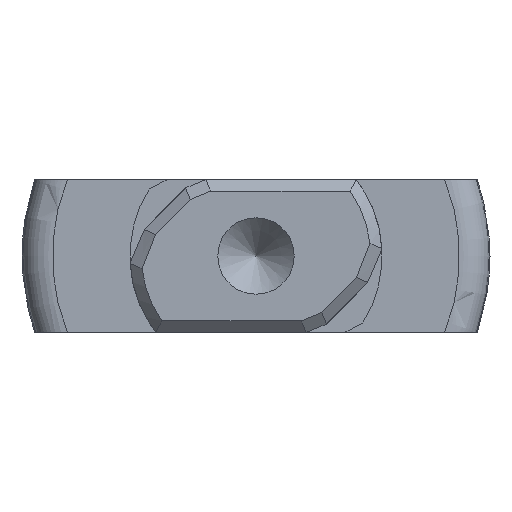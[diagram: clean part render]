
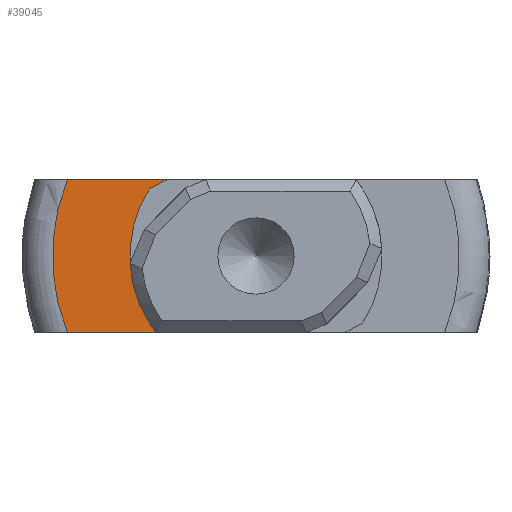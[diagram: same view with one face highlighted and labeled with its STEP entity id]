
A CAD part, left-side view. The second image highlights one B-rep face of the part: STEP entity #39045.
In plain terms, the highlighted planar face has unit normal (-1, 0, 0).
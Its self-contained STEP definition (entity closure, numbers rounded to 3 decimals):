
#722 = PLANE('',#723);
#723 = AXIS2_PLACEMENT_3D('',#724,#725,#726);
#724 = CARTESIAN_POINT('',(-6.25,-6.25,2.));
#725 = DIRECTION('',(0.,0.,1.));
#726 = DIRECTION('',(0.,1.,0.));
#17719 = VERTEX_POINT('',#17720);
#17720 = CARTESIAN_POINT('',(0.,4.94,2.));
#17754 = TOROIDAL_SURFACE('',#17755,5.329,0.8);
#17755 = AXIS2_PLACEMENT_3D('',#17756,#17757,#17758);
#17756 = CARTESIAN_POINT('',(0.8,0.,0.));
#17757 = DIRECTION('',(1.,0.,0.));
#17758 = DIRECTION('',(0.,0.,-1.));
#17788 = EDGE_CURVE('',#17719,#17789,#17791,.T.);
#17789 = VERTEX_POINT('',#17790);
#17790 = CARTESIAN_POINT('',(0.,2.327,2.));
#17791 = SURFACE_CURVE('',#17792,(#17796,#17803),.PCURVE_S1.);
#17792 = LINE('',#17793,#17794);
#17793 = CARTESIAN_POINT('',(0.,5.79,2.));
#17794 = VECTOR('',#17795,1.);
#17795 = DIRECTION('',(0.,-1.,0.));
#17796 = PCURVE('',#722,#17797);
#17797 = DEFINITIONAL_REPRESENTATION('',(#17798),#17802);
#17798 = LINE('',#17799,#17800);
#17799 = CARTESIAN_POINT('',(12.04,-6.25));
#17800 = VECTOR('',#17801,1.);
#17801 = DIRECTION('',(-1.,-0.));
#17802 = ( GEOMETRIC_REPRESENTATION_CONTEXT(2) 
PARAMETRIC_REPRESENTATION_CONTEXT() REPRESENTATION_CONTEXT('2D SPACE',''
  ) );
#17803 = PCURVE('',#17804,#17809);
#17804 = PLANE('',#17805);
#17805 = AXIS2_PLACEMENT_3D('',#17806,#17807,#17808);
#17806 = CARTESIAN_POINT('',(0.,5.329,
    0.));
#17807 = DIRECTION('',(-1.,0.,0.));
#17808 = DIRECTION('',(0.,0.,1.));
#17809 = DEFINITIONAL_REPRESENTATION('',(#17810),#17814);
#17810 = LINE('',#17811,#17812);
#17811 = CARTESIAN_POINT('',(2.,0.46));
#17812 = VECTOR('',#17813,1.);
#17813 = DIRECTION('',(0.,-1.));
#17814 = ( GEOMETRIC_REPRESENTATION_CONTEXT(2) 
PARAMETRIC_REPRESENTATION_CONTEXT() REPRESENTATION_CONTEXT('2D SPACE',''
  ) );
#17832 = PLANE('',#17833);
#17833 = AXIS2_PLACEMENT_3D('',#17834,#17835,#17836);
#17834 = CARTESIAN_POINT('',(-47.688,2.561,1.878));
#17835 = DIRECTION('',(0.,0.464,0.886)
  );
#17836 = DIRECTION('',(1.,0.,0.));
#35237 = PLANE('',#35238);
#35238 = AXIS2_PLACEMENT_3D('',#35239,#35240,#35241);
#35239 = CARTESIAN_POINT('',(-6.25,6.25,-2.));
#35240 = DIRECTION('',(0.,0.,-1.));
#35241 = DIRECTION('',(0.,-1.,0.));
#37326 = PLANE('',#37327);
#37327 = AXIS2_PLACEMENT_3D('',#37328,#37329,#37330);
#37328 = CARTESIAN_POINT('',(-47.688,2.561,-1.878));
#37329 = DIRECTION('',(0.,0.464,-0.886
    ));
#37330 = DIRECTION('',(-1.,0.,0.));
#37346 = VERTEX_POINT('',#37347);
#37347 = CARTESIAN_POINT('',(0.,2.795,
    -1.755));
#37361 = CYLINDRICAL_SURFACE('',#37362,3.3);
#37362 = AXIS2_PLACEMENT_3D('',#37363,#37364,#37365);
#37363 = CARTESIAN_POINT('',(-47.688,0.,
    0.));
#37364 = DIRECTION('',(1.,0.,0.));
#37365 = DIRECTION('',(0.,1.,0.));
#37373 = EDGE_CURVE('',#37374,#37346,#37376,.T.);
#37374 = VERTEX_POINT('',#37375);
#37375 = CARTESIAN_POINT('',(0.,2.327,-2.));
#37376 = SURFACE_CURVE('',#37377,(#37381,#37388),.PCURVE_S1.);
#37377 = LINE('',#37378,#37379);
#37378 = CARTESIAN_POINT('',(0.,4.033,-1.107));
#37379 = VECTOR('',#37380,1.);
#37380 = DIRECTION('',(0.,0.886,0.464)
  );
#37381 = PCURVE('',#37326,#37382);
#37382 = DEFINITIONAL_REPRESENTATION('',(#37383),#37387);
#37383 = LINE('',#37384,#37385);
#37384 = CARTESIAN_POINT('',(-47.688,1.662));
#37385 = VECTOR('',#37386,1.);
#37386 = DIRECTION('',(0.,1.));
#37387 = ( GEOMETRIC_REPRESENTATION_CONTEXT(2) 
PARAMETRIC_REPRESENTATION_CONTEXT() REPRESENTATION_CONTEXT('2D SPACE',''
  ) );
#37388 = PCURVE('',#17804,#37389);
#37389 = DEFINITIONAL_REPRESENTATION('',(#37390),#37394);
#37390 = LINE('',#37391,#37392);
#37391 = CARTESIAN_POINT('',(-1.107,-1.296));
#37392 = VECTOR('',#37393,1.);
#37393 = DIRECTION('',(0.464,0.886));
#37394 = ( GEOMETRIC_REPRESENTATION_CONTEXT(2) 
PARAMETRIC_REPRESENTATION_CONTEXT() REPRESENTATION_CONTEXT('2D SPACE',''
  ) );
#37882 = EDGE_CURVE('',#37374,#37883,#37885,.T.);
#37883 = VERTEX_POINT('',#37884);
#37884 = CARTESIAN_POINT('',(0.,4.94,-2.));
#37885 = SURFACE_CURVE('',#37886,(#37890,#37897),.PCURVE_S1.);
#37886 = LINE('',#37887,#37888);
#37887 = CARTESIAN_POINT('',(0.,-0.46,-2.));
#37888 = VECTOR('',#37889,1.);
#37889 = DIRECTION('',(0.,1.,0.));
#37890 = PCURVE('',#35237,#37891);
#37891 = DEFINITIONAL_REPRESENTATION('',(#37892),#37896);
#37892 = LINE('',#37893,#37894);
#37893 = CARTESIAN_POINT('',(6.71,-6.25));
#37894 = VECTOR('',#37895,1.);
#37895 = DIRECTION('',(-1.,-0.));
#37896 = ( GEOMETRIC_REPRESENTATION_CONTEXT(2) 
PARAMETRIC_REPRESENTATION_CONTEXT() REPRESENTATION_CONTEXT('2D SPACE',''
  ) );
#37897 = PCURVE('',#17804,#37898);
#37898 = DEFINITIONAL_REPRESENTATION('',(#37899),#37903);
#37899 = LINE('',#37900,#37901);
#37900 = CARTESIAN_POINT('',(-2.,-5.79));
#37901 = VECTOR('',#37902,1.);
#37902 = DIRECTION('',(0.,1.));
#37903 = ( GEOMETRIC_REPRESENTATION_CONTEXT(2) 
PARAMETRIC_REPRESENTATION_CONTEXT() REPRESENTATION_CONTEXT('2D SPACE',''
  ) );
#38526 = EDGE_CURVE('',#38527,#17789,#38529,.T.);
#38527 = VERTEX_POINT('',#38528);
#38528 = CARTESIAN_POINT('',(0.,2.795,
    1.755));
#38529 = SURFACE_CURVE('',#38530,(#38534,#38541),.PCURVE_S1.);
#38530 = LINE('',#38531,#38532);
#38531 = CARTESIAN_POINT('',(0.,4.033,1.107));
#38532 = VECTOR('',#38533,1.);
#38533 = DIRECTION('',(0.,-0.886,0.464
    ));
#38534 = PCURVE('',#17832,#38535);
#38535 = DEFINITIONAL_REPRESENTATION('',(#38536),#38540);
#38536 = LINE('',#38537,#38538);
#38537 = CARTESIAN_POINT('',(47.688,1.662));
#38538 = VECTOR('',#38539,1.);
#38539 = DIRECTION('',(0.,-1.));
#38540 = ( GEOMETRIC_REPRESENTATION_CONTEXT(2) 
PARAMETRIC_REPRESENTATION_CONTEXT() REPRESENTATION_CONTEXT('2D SPACE',''
  ) );
#38541 = PCURVE('',#17804,#38542);
#38542 = DEFINITIONAL_REPRESENTATION('',(#38543),#38547);
#38543 = LINE('',#38544,#38545);
#38544 = CARTESIAN_POINT('',(1.107,-1.296));
#38545 = VECTOR('',#38546,1.);
#38546 = DIRECTION('',(0.464,-0.886));
#38547 = ( GEOMETRIC_REPRESENTATION_CONTEXT(2) 
PARAMETRIC_REPRESENTATION_CONTEXT() REPRESENTATION_CONTEXT('2D SPACE',''
  ) );
#38576 = EDGE_CURVE('',#37346,#38527,#38577,.T.);
#38577 = SURFACE_CURVE('',#38578,(#38583,#38590),.PCURVE_S1.);
#38578 = CIRCLE('',#38579,3.3);
#38579 = AXIS2_PLACEMENT_3D('',#38580,#38581,#38582);
#38580 = CARTESIAN_POINT('',(0.,0.,
    0.));
#38581 = DIRECTION('',(1.,0.,0.));
#38582 = DIRECTION('',(0.,0.,1.));
#38583 = PCURVE('',#37361,#38584);
#38584 = DEFINITIONAL_REPRESENTATION('',(#38585),#38589);
#38585 = LINE('',#38586,#38587);
#38586 = CARTESIAN_POINT('',(-4.712,47.688));
#38587 = VECTOR('',#38588,1.);
#38588 = DIRECTION('',(1.,0.));
#38589 = ( GEOMETRIC_REPRESENTATION_CONTEXT(2) 
PARAMETRIC_REPRESENTATION_CONTEXT() REPRESENTATION_CONTEXT('2D SPACE',''
  ) );
#38590 = PCURVE('',#17804,#38591);
#38591 = DEFINITIONAL_REPRESENTATION('',(#38592),#38600);
#38592 = ( BOUNDED_CURVE() B_SPLINE_CURVE(2,(#38593,#38594,#38595,#38596
    ,#38597,#38598,#38599),.UNSPECIFIED.,.T.,.F.) 
B_SPLINE_CURVE_WITH_KNOTS((1,2,2,2,2,1),(-2.094,0.,
    2.094,4.189,6.283,8.378),
.UNSPECIFIED.) CURVE() GEOMETRIC_REPRESENTATION_ITEM() 
RATIONAL_B_SPLINE_CURVE((1.,0.5,1.,0.5,1.,0.5,1.)) REPRESENTATION_ITEM(
  '') );
#38593 = CARTESIAN_POINT('',(3.3,-5.329));
#38594 = CARTESIAN_POINT('',(3.3,-11.045));
#38595 = CARTESIAN_POINT('',(-1.65,-8.187));
#38596 = CARTESIAN_POINT('',(-6.6,-5.329));
#38597 = CARTESIAN_POINT('',(-1.65,-2.471));
#38598 = CARTESIAN_POINT('',(3.3,0.387));
#38599 = CARTESIAN_POINT('',(3.3,-5.329));
#38600 = ( GEOMETRIC_REPRESENTATION_CONTEXT(2) 
PARAMETRIC_REPRESENTATION_CONTEXT() REPRESENTATION_CONTEXT('2D SPACE',''
  ) );
#39045 = ADVANCED_FACE('',(#39046),#17804,.T.);
#39046 = FACE_BOUND('',#39047,.T.);
#39047 = EDGE_LOOP('',(#39048,#39049,#39050,#39051,#39077,#39078));
#39048 = ORIENTED_EDGE('',*,*,#38576,.T.);
#39049 = ORIENTED_EDGE('',*,*,#38526,.T.);
#39050 = ORIENTED_EDGE('',*,*,#17788,.F.);
#39051 = ORIENTED_EDGE('',*,*,#39052,.F.);
#39052 = EDGE_CURVE('',#37883,#17719,#39053,.T.);
#39053 = SURFACE_CURVE('',#39054,(#39059,#39070),.PCURVE_S1.);
#39054 = CIRCLE('',#39055,5.329);
#39055 = AXIS2_PLACEMENT_3D('',#39056,#39057,#39058);
#39056 = CARTESIAN_POINT('',(0.,0.,0.)
  );
#39057 = DIRECTION('',(1.,0.,0.));
#39058 = DIRECTION('',(0.,0.,1.));
#39059 = PCURVE('',#17804,#39060);
#39060 = DEFINITIONAL_REPRESENTATION('',(#39061),#39069);
#39061 = ( BOUNDED_CURVE() B_SPLINE_CURVE(2,(#39062,#39063,#39064,#39065
    ,#39066,#39067,#39068),.UNSPECIFIED.,.T.,.F.) 
B_SPLINE_CURVE_WITH_KNOTS((1,2,2,2,2,1),(-2.094,0.,
    2.094,4.189,6.283,8.378),
.UNSPECIFIED.) CURVE() GEOMETRIC_REPRESENTATION_ITEM() 
RATIONAL_B_SPLINE_CURVE((1.,0.5,1.,0.5,1.,0.5,1.)) REPRESENTATION_ITEM(
  '') );
#39062 = CARTESIAN_POINT('',(5.329,-5.329));
#39063 = CARTESIAN_POINT('',(5.329,-14.56));
#39064 = CARTESIAN_POINT('',(-2.665,-9.945));
#39065 = CARTESIAN_POINT('',(-10.659,-5.329));
#39066 = CARTESIAN_POINT('',(-2.665,-0.714));
#39067 = CARTESIAN_POINT('',(5.329,3.901));
#39068 = CARTESIAN_POINT('',(5.329,-5.329));
#39069 = ( GEOMETRIC_REPRESENTATION_CONTEXT(2) 
PARAMETRIC_REPRESENTATION_CONTEXT() REPRESENTATION_CONTEXT('2D SPACE',''
  ) );
#39070 = PCURVE('',#17754,#39071);
#39071 = DEFINITIONAL_REPRESENTATION('',(#39072),#39076);
#39072 = LINE('',#39073,#39074);
#39073 = CARTESIAN_POINT('',(-3.142,4.712));
#39074 = VECTOR('',#39075,1.);
#39075 = DIRECTION('',(1.,0.));
#39076 = ( GEOMETRIC_REPRESENTATION_CONTEXT(2) 
PARAMETRIC_REPRESENTATION_CONTEXT() REPRESENTATION_CONTEXT('2D SPACE',''
  ) );
#39077 = ORIENTED_EDGE('',*,*,#37882,.F.);
#39078 = ORIENTED_EDGE('',*,*,#37373,.T.);
